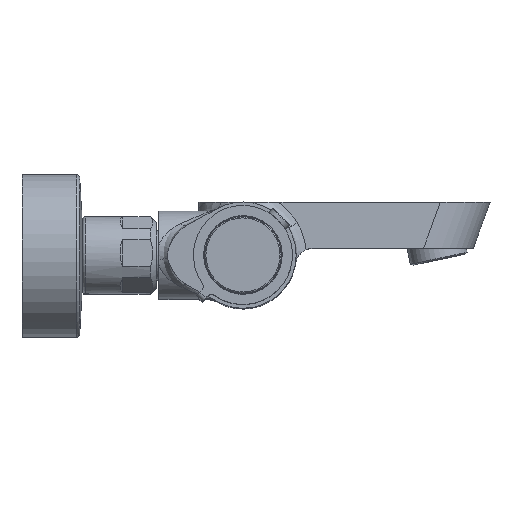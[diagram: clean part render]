
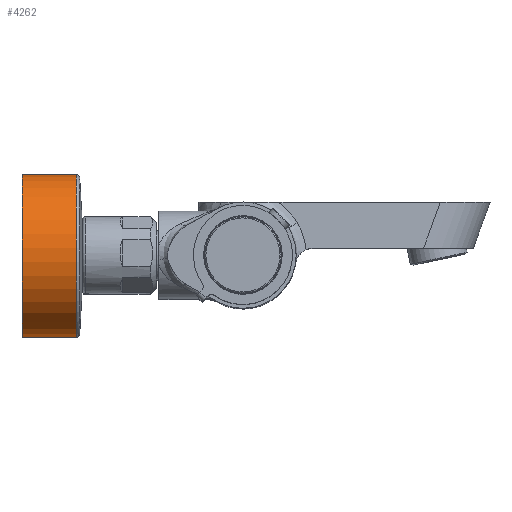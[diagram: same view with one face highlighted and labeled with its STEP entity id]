
A CAD part, top view. The second image highlights one B-rep face of the part: STEP entity #4262.
In plain terms, the highlighted cylindrical face has radius 33.75 mm (diameter 67.5 mm), a full revolution.
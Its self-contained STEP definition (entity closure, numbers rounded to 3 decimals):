
#1729 = EDGE_CURVE ( 'NONE', #41430, #41430, #18209, .T. ) ;
#4262 = ADVANCED_FACE ( 'NONE', ( #42370, #32136 ), #15519, .T. ) ;
#6643 = CARTESIAN_POINT ( 'NONE',  ( -69.034, -0.207, 74.946 ) ) ;
#7875 = AXIS2_PLACEMENT_3D ( 'NONE', #6643, #35153, #23010 ) ;
#10082 = DIRECTION ( 'NONE',  ( 0., 0.583, 0.813 ) ) ;
#11171 = CARTESIAN_POINT ( 'NONE',  ( -91.415, 19.459, 102.374 ) ) ;
#11708 = CARTESIAN_POINT ( 'NONE',  ( -63.935, -0.207, 74.946 ) ) ;
#14220 = VERTEX_POINT ( 'NONE', #29144 ) ;
#15519 = CYLINDRICAL_SURFACE ( 'NONE', #33624, 33.75 ) ;
#15793 = DIRECTION ( 'NONE',  ( 1., 0., 0. ) ) ;
#18209 = CIRCLE ( 'NONE', #26025, 33.75 ) ;
#18850 = CIRCLE ( 'NONE', #7875, 33.75 ) ;
#21830 = EDGE_LOOP ( 'NONE', ( #27303 ) ) ;
#23010 = DIRECTION ( 'NONE',  ( 0., 0.583, 0.813 ) ) ;
#25579 = CARTESIAN_POINT ( 'NONE',  ( -91.415, -0.207, 74.946 ) ) ;
#26025 = AXIS2_PLACEMENT_3D ( 'NONE', #25579, #26098, #10082 ) ;
#26098 = DIRECTION ( 'NONE',  ( 1., 0., 0. ) ) ;
#27303 = ORIENTED_EDGE ( 'NONE', *, *, #1729, .T. ) ;
#29144 = CARTESIAN_POINT ( 'NONE',  ( -69.034, 19.459, 102.374 ) ) ;
#32136 = FACE_OUTER_BOUND ( 'NONE', #41048, .T. ) ;
#33454 = DIRECTION ( 'NONE',  ( 0., 0.583, 0.813 ) ) ;
#33624 = AXIS2_PLACEMENT_3D ( 'NONE', #11708, #15793, #33454 ) ;
#35153 = DIRECTION ( 'NONE',  ( 1., 0., 0. ) ) ;
#41048 = EDGE_LOOP ( 'NONE', ( #41322 ) ) ;
#41322 = ORIENTED_EDGE ( 'NONE', *, *, #43500, .F. ) ;
#41430 = VERTEX_POINT ( 'NONE', #11171 ) ;
#42370 = FACE_OUTER_BOUND ( 'NONE', #21830, .T. ) ;
#43500 = EDGE_CURVE ( 'NONE', #14220, #14220, #18850, .T. ) ;
